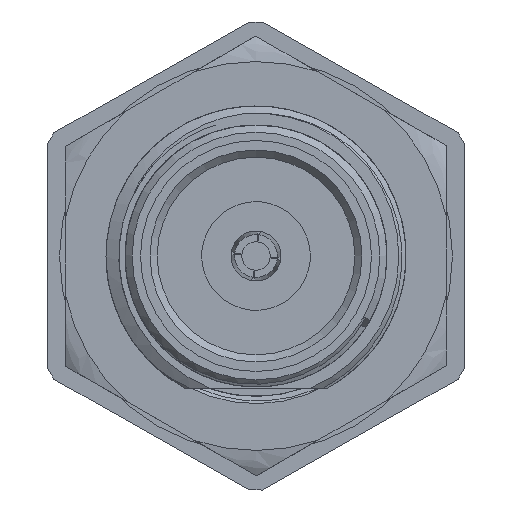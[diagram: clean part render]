
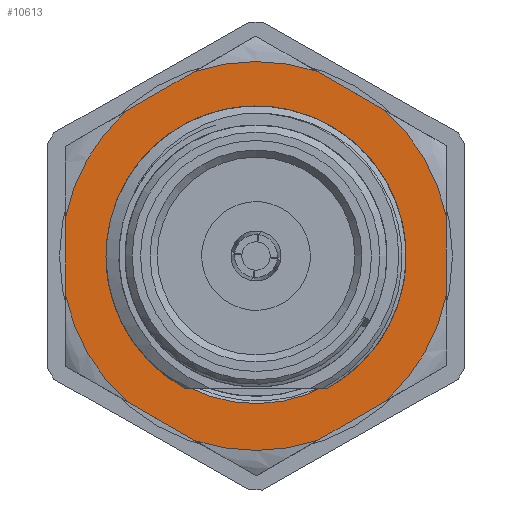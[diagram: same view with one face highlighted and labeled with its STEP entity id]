
A CAD part, front view. The second image highlights one B-rep face of the part: STEP entity #10613.
In plain terms, the highlighted planar face has unit normal (0, -1, 0).
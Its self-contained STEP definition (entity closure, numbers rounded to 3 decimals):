
#221=B_SPLINE_CURVE_WITH_KNOTS('',3,(#14872,#14873,#14874,#14875),
 .UNSPECIFIED.,.F.,.F.,(4,4),(0.,0.003),
 .UNSPECIFIED.);
#237=B_SPLINE_CURVE_WITH_KNOTS('',3,(#15068,#15069,#15070,#15071),
 .UNSPECIFIED.,.F.,.F.,(4,4),(0.004,0.006),
 .UNSPECIFIED.);
#238=B_SPLINE_CURVE_WITH_KNOTS('',3,(#15075,#15076,#15077,#15078),
 .UNSPECIFIED.,.F.,.F.,(4,4),(0.,0.003),
 .UNSPECIFIED.);
#239=B_SPLINE_CURVE_WITH_KNOTS('',3,(#15079,#15080,#15081,#15082),
 .UNSPECIFIED.,.F.,.F.,(4,4),(0.007,0.01),
 .UNSPECIFIED.);
#628=LINE('',#14972,#1066);
#630=LINE('',#14988,#1068);
#632=LINE('',#15004,#1070);
#634=LINE('',#15020,#1072);
#636=LINE('',#15036,#1074);
#638=LINE('',#15052,#1076);
#1066=VECTOR('',#12358,1000.);
#1068=VECTOR('',#12366,1000.);
#1070=VECTOR('',#12374,1000.);
#1072=VECTOR('',#12382,1000.);
#1074=VECTOR('',#12390,1000.);
#1076=VECTOR('',#12398,1000.);
#1506=PLANE('',#11162);
#2268=ORIENTED_EDGE('',*,*,#4323,.T.);
#2269=ORIENTED_EDGE('',*,*,#4321,.T.);
#2270=ORIENTED_EDGE('',*,*,#4318,.T.);
#2271=ORIENTED_EDGE('',*,*,#4316,.T.);
#2272=ORIENTED_EDGE('',*,*,#4313,.T.);
#2273=ORIENTED_EDGE('',*,*,#4311,.T.);
#2274=ORIENTED_EDGE('',*,*,#4308,.T.);
#2275=ORIENTED_EDGE('',*,*,#4306,.T.);
#2276=ORIENTED_EDGE('',*,*,#4303,.T.);
#2277=ORIENTED_EDGE('',*,*,#4301,.T.);
#2278=ORIENTED_EDGE('',*,*,#4298,.T.);
#2279=ORIENTED_EDGE('',*,*,#4295,.T.);
#2280=ORIENTED_EDGE('',*,*,#4293,.T.);
#2281=ORIENTED_EDGE('',*,*,#4327,.T.);
#2282=ORIENTED_EDGE('',*,*,#4328,.F.);
#2283=ORIENTED_EDGE('',*,*,#4329,.T.);
#2284=ORIENTED_EDGE('',*,*,#4326,.T.);
#2285=ORIENTED_EDGE('',*,*,#4330,.T.);
#2286=ORIENTED_EDGE('',*,*,#4331,.T.);
#2287=ORIENTED_EDGE('',*,*,#4290,.T.);
#4290=EDGE_CURVE('',#5379,#5378,#221,.T.);
#4293=EDGE_CURVE('',#5378,#5380,#6027,.T.);
#4295=EDGE_CURVE('',#5383,#5381,#6028,.F.);
#4298=EDGE_CURVE('',#5384,#5383,#628,.T.);
#4301=EDGE_CURVE('',#5386,#5384,#6029,.F.);
#4303=EDGE_CURVE('',#5387,#5386,#630,.T.);
#4306=EDGE_CURVE('',#5389,#5387,#6030,.F.);
#4308=EDGE_CURVE('',#5390,#5389,#632,.T.);
#4311=EDGE_CURVE('',#5392,#5390,#6031,.F.);
#4313=EDGE_CURVE('',#5393,#5392,#634,.T.);
#4316=EDGE_CURVE('',#5395,#5393,#6032,.F.);
#4318=EDGE_CURVE('',#5396,#5395,#636,.T.);
#4321=EDGE_CURVE('',#5398,#5396,#6033,.F.);
#4323=EDGE_CURVE('',#5381,#5398,#638,.T.);
#4326=EDGE_CURVE('',#5400,#5401,#6034,.T.);
#4327=EDGE_CURVE('',#5380,#5402,#237,.T.);
#4328=EDGE_CURVE('',#5403,#5402,#6035,.F.);
#4329=EDGE_CURVE('',#5403,#5400,#238,.T.);
#4330=EDGE_CURVE('',#5401,#5404,#239,.T.);
#4331=EDGE_CURVE('',#5404,#5379,#6036,.T.);
#5378=VERTEX_POINT('',#14871);
#5379=VERTEX_POINT('',#14876);
#5380=VERTEX_POINT('',#14955);
#5381=VERTEX_POINT('',#14962);
#5383=VERTEX_POINT('',#14965);
#5384=VERTEX_POINT('',#14973);
#5386=VERTEX_POINT('',#14982);
#5387=VERTEX_POINT('',#14989);
#5389=VERTEX_POINT('',#14998);
#5390=VERTEX_POINT('',#15005);
#5392=VERTEX_POINT('',#15014);
#5393=VERTEX_POINT('',#15021);
#5395=VERTEX_POINT('',#15030);
#5396=VERTEX_POINT('',#15037);
#5398=VERTEX_POINT('',#15046);
#5400=VERTEX_POINT('',#15060);
#5401=VERTEX_POINT('',#15065);
#5402=VERTEX_POINT('',#15072);
#5403=VERTEX_POINT('',#15074);
#5404=VERTEX_POINT('',#15083);
#6027=CIRCLE('',#11141,6.2);
#6028=CIRCLE('',#11143,8.166);
#6029=CIRCLE('',#11146,8.166);
#6030=CIRCLE('',#11149,8.166);
#6031=CIRCLE('',#11152,8.166);
#6032=CIRCLE('',#11155,8.166);
#6033=CIRCLE('',#11158,8.166);
#6034=CIRCLE('',#11161,6.2);
#6035=CIRCLE('',#11163,6.3);
#6036=CIRCLE('',#11164,6.298);
#6464=EDGE_LOOP('',(#2268,#2269,#2270,#2271,#2272,#2273,#2274,#2275,#2276,
#2277,#2278,#2279));
#6465=EDGE_LOOP('',(#2280,#2281,#2282,#2283,#2284,#2285,#2286,#2287));
#6999=FACE_BOUND('',#6464,.T.);
#7000=FACE_BOUND('',#6465,.T.);
#10613=ADVANCED_FACE('',(#6999,#7000),#1506,.F.);
#11141=AXIS2_PLACEMENT_3D('',#14956,#12349,#12350);
#11143=AXIS2_PLACEMENT_3D('',#14964,#12353,#12354);
#11146=AXIS2_PLACEMENT_3D('',#14981,#12362,#12363);
#11149=AXIS2_PLACEMENT_3D('',#14997,#12370,#12371);
#11152=AXIS2_PLACEMENT_3D('',#15013,#12378,#12379);
#11155=AXIS2_PLACEMENT_3D('',#15029,#12386,#12387);
#11158=AXIS2_PLACEMENT_3D('',#15045,#12394,#12395);
#11161=AXIS2_PLACEMENT_3D('',#15066,#12401,#12402);
#11162=AXIS2_PLACEMENT_3D('',#15067,#12403,#12404);
#11163=AXIS2_PLACEMENT_3D('',#15073,#12405,#12406);
#11164=AXIS2_PLACEMENT_3D('',#15084,#12407,#12408);
#12349=DIRECTION('',(0.,1.,0.));
#12350=DIRECTION('',(1.,0.,0.002));
#12353=DIRECTION('',(0.,1.,0.));
#12354=DIRECTION('',(1.,0.,0.002));
#12358=DIRECTION('',(0.865,0.,0.502));
#12362=DIRECTION('',(0.,1.,0.));
#12363=DIRECTION('',(1.,0.,0.002));
#12366=DIRECTION('',(0.867,0.,-0.498));
#12370=DIRECTION('',(0.,1.,0.));
#12371=DIRECTION('',(1.,0.,0.002));
#12374=DIRECTION('',(0.002,0.,-1.));
#12378=DIRECTION('',(0.,1.,0.));
#12379=DIRECTION('',(1.,0.,0.002));
#12382=DIRECTION('',(-0.865,0.,-0.502));
#12386=DIRECTION('',(0.,1.,0.));
#12387=DIRECTION('',(1.,0.,0.002));
#12390=DIRECTION('',(-0.867,0.,0.498));
#12394=DIRECTION('',(0.,1.,0.));
#12395=DIRECTION('',(1.,0.,0.002));
#12398=DIRECTION('',(-0.002,0.,1.));
#12401=DIRECTION('',(0.,1.,0.));
#12402=DIRECTION('',(1.,0.,0.002));
#12403=DIRECTION('',(0.,1.,0.));
#12404=DIRECTION('',(1.,0.,0.002));
#12405=DIRECTION('',(0.,1.,0.));
#12406=DIRECTION('',(-1.,0.,0.));
#12407=DIRECTION('',(0.,1.,0.));
#12408=DIRECTION('',(1.,0.,0.002));
#14871=CARTESIAN_POINT('',(5.718,16.2,-2.396));
#14872=CARTESIAN_POINT('',(6.298,16.2,0.014));
#14873=CARTESIAN_POINT('',(6.269,16.2,-0.824));
#14874=CARTESIAN_POINT('',(6.07,16.2,-1.646));
#14875=CARTESIAN_POINT('',(5.718,16.2,-2.396));
#14876=CARTESIAN_POINT('',(6.298,16.2,0.014));
#14955=CARTESIAN_POINT('',(-4.523,16.2,-4.24));
#14956=CARTESIAN_POINT('',(0.,16.2,0.));
#14962=CARTESIAN_POINT('',(8.003,16.2,-1.619));
#14964=CARTESIAN_POINT('',(0.,16.2,0.));
#14965=CARTESIAN_POINT('',(5.431,16.2,-6.098));
#14972=CARTESIAN_POINT('',(0.02,16.2,-9.238));
#14973=CARTESIAN_POINT('',(2.599,16.2,-7.741));
#14981=CARTESIAN_POINT('',(0.,16.2,0.));
#14982=CARTESIAN_POINT('',(-2.566,16.2,-7.752));
#14988=CARTESIAN_POINT('',(-7.99,16.2,-4.636));
#14989=CARTESIAN_POINT('',(-5.404,16.2,-6.122));
#14997=CARTESIAN_POINT('',(0.,16.2,0.));
#14998=CARTESIAN_POINT('',(-7.996,16.2,-1.654));
#15004=CARTESIAN_POINT('',(-8.01,16.2,4.602));
#15005=CARTESIAN_POINT('',(-8.003,16.2,1.619));
#15013=CARTESIAN_POINT('',(0.,16.2,0.));
#15014=CARTESIAN_POINT('',(-5.431,16.2,6.098));
#15020=CARTESIAN_POINT('',(-0.02,16.2,9.238));
#15021=CARTESIAN_POINT('',(-2.599,16.2,7.741));
#15029=CARTESIAN_POINT('',(0.,16.2,0.));
#15030=CARTESIAN_POINT('',(2.566,16.2,7.752));
#15036=CARTESIAN_POINT('',(7.99,16.2,4.636));
#15037=CARTESIAN_POINT('',(5.404,16.2,6.122));
#15045=CARTESIAN_POINT('',(0.,16.2,0.));
#15046=CARTESIAN_POINT('',(7.996,16.2,1.654));
#15052=CARTESIAN_POINT('',(8.01,16.2,-4.602));
#15060=CARTESIAN_POINT('',(-5.611,16.2,2.637));
#15065=CARTESIAN_POINT('',(-2.153,16.2,5.814));
#15066=CARTESIAN_POINT('',(0.,16.2,0.));
#15067=CARTESIAN_POINT('',(0.,16.2,0.));
#15068=CARTESIAN_POINT('',(-4.523,16.2,-4.24));
#15069=CARTESIAN_POINT('',(-5.195,16.2,-3.573));
#15070=CARTESIAN_POINT('',(-5.706,16.2,-2.759));
#15071=CARTESIAN_POINT('',(-6.019,16.2,-1.86));
#15072=CARTESIAN_POINT('',(-6.019,16.2,-1.86));
#15073=CARTESIAN_POINT('',(0.,16.2,0.));
#15074=CARTESIAN_POINT('',(-6.299,16.2,-0.089));
#15075=CARTESIAN_POINT('',(-6.299,16.2,-0.089));
#15076=CARTESIAN_POINT('',(-6.28,16.2,0.863));
#15077=CARTESIAN_POINT('',(-6.041,16.2,1.8));
#15078=CARTESIAN_POINT('',(-5.611,16.2,2.637));
#15079=CARTESIAN_POINT('',(-2.153,16.2,5.814));
#15080=CARTESIAN_POINT('',(-1.421,16.2,6.119));
#15081=CARTESIAN_POINT('',(-0.625,16.2,6.285));
#15082=CARTESIAN_POINT('',(0.178,16.2,6.295));
#15083=CARTESIAN_POINT('',(0.178,16.2,6.295));
#15084=CARTESIAN_POINT('',(0.,16.2,0.));
